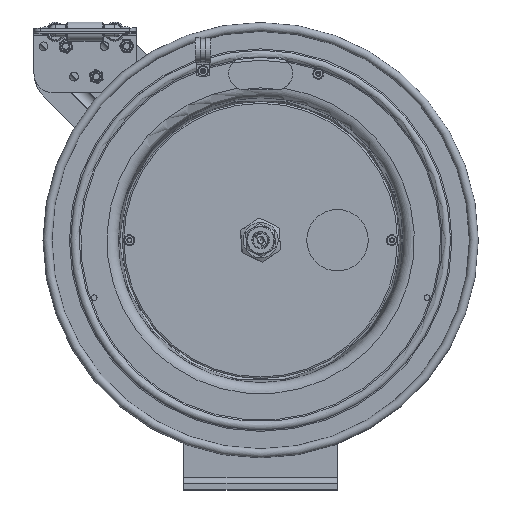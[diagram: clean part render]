
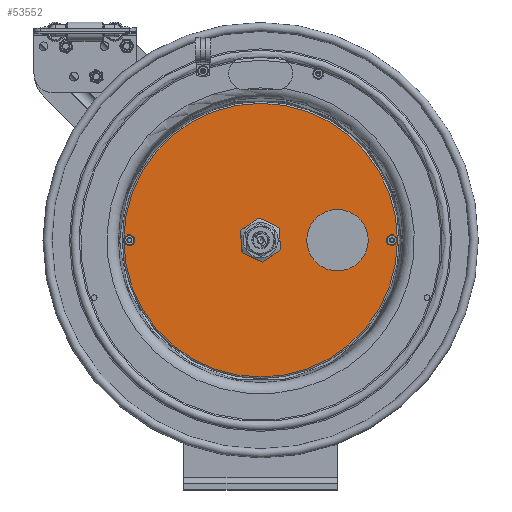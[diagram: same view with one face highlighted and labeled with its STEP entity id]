
A CAD part, top view. The second image highlights one B-rep face of the part: STEP entity #53552.
In plain terms, the highlighted planar face has unit normal (0, 0, 1).
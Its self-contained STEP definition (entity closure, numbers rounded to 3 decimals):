
#1177=FACE_BOUND('',#18216,.T.);
#1178=FACE_BOUND('',#18217,.T.);
#1179=FACE_BOUND('',#18218,.T.);
#1927=PLANE('',#57594);
#16144=FACE_OUTER_BOUND('',#18215,.T.);
#18215=EDGE_LOOP('',(#47019,#47020));
#18216=EDGE_LOOP('',(#47021));
#18217=EDGE_LOOP('',(#47022));
#18218=EDGE_LOOP('',(#47023));
#20584=CIRCLE('',#57591,5.345);
#20585=CIRCLE('',#57592,5.345);
#20587=CIRCLE('',#57595,0.1);
#20588=CIRCLE('',#57596,0.1);
#20589=CIRCLE('',#57597,0.65);
#26255=VERTEX_POINT('',#92270);
#26256=VERTEX_POINT('',#92271);
#26257=VERTEX_POINT('',#92276);
#26258=VERTEX_POINT('',#92278);
#26259=VERTEX_POINT('',#92280);
#35184=EDGE_CURVE('',#26255,#26256,#20584,.T.);
#35185=EDGE_CURVE('',#26256,#26255,#20585,.T.);
#35187=EDGE_CURVE('',#26257,#26257,#20587,.T.);
#35188=EDGE_CURVE('',#26258,#26258,#20588,.T.);
#35189=EDGE_CURVE('',#26259,#26259,#20589,.T.);
#47019=ORIENTED_EDGE('',*,*,#35184,.T.);
#47020=ORIENTED_EDGE('',*,*,#35185,.T.);
#47021=ORIENTED_EDGE('',*,*,#35187,.T.);
#47022=ORIENTED_EDGE('',*,*,#35188,.T.);
#47023=ORIENTED_EDGE('',*,*,#35189,.T.);
#53552=ADVANCED_FACE('',(#16144,#1177,#1178,#1179),#1927,.T.);
#57591=AXIS2_PLACEMENT_3D('',#92272,#67705,#67706);
#57592=AXIS2_PLACEMENT_3D('',#92273,#67707,#67708);
#57594=AXIS2_PLACEMENT_3D('',#92275,#67711,#67712);
#57595=AXIS2_PLACEMENT_3D('',#92277,#67713,#67714);
#57596=AXIS2_PLACEMENT_3D('',#92279,#67715,#67716);
#57597=AXIS2_PLACEMENT_3D('',#92281,#67717,#67718);
#67705=DIRECTION('center_axis',(0.,0.,
1.));
#67706=DIRECTION('ref_axis',(0.,-1.,0.));
#67707=DIRECTION('center_axis',(0.,0.,
1.));
#67708=DIRECTION('ref_axis',(0.,-1.,0.));
#67711=DIRECTION('center_axis',(0.,0.,
1.));
#67712=DIRECTION('ref_axis',(-1.,0.,0.));
#67713=DIRECTION('center_axis',(0.,0.,
-1.));
#67714=DIRECTION('ref_axis',(0.,-1.,0.));
#67715=DIRECTION('center_axis',(0.,0.,
-1.));
#67716=DIRECTION('ref_axis',(0.,-1.,0.));
#67717=DIRECTION('center_axis',(0.,0.,
-1.));
#67718=DIRECTION('ref_axis',(0.,1.,0.));
#92270=CARTESIAN_POINT('',(-0.031,-4.889,3.144));
#92271=CARTESIAN_POINT('',(5.314,0.456,3.144));
#92272=CARTESIAN_POINT('Origin',(-0.031,0.456,
3.144));
#92273=CARTESIAN_POINT('Origin',(-0.031,0.456,
3.144));
#92275=CARTESIAN_POINT('Origin',(-0.031,-2.216,
3.144));
#92276=CARTESIAN_POINT('',(-5.156,0.356,3.144));
#92277=CARTESIAN_POINT('Origin',(-5.156,0.456,3.144));
#92278=CARTESIAN_POINT('',(5.094,0.356,3.144));
#92279=CARTESIAN_POINT('Origin',(5.094,0.456,3.144));
#92280=CARTESIAN_POINT('',(-0.031,-0.194,3.144));
#92281=CARTESIAN_POINT('Origin',(-0.031,0.456,
3.144));
